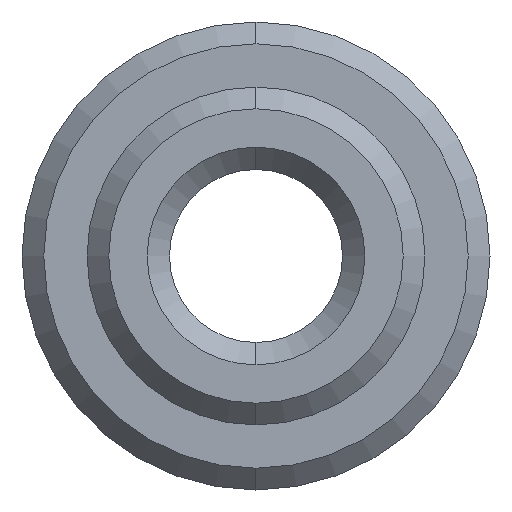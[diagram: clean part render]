
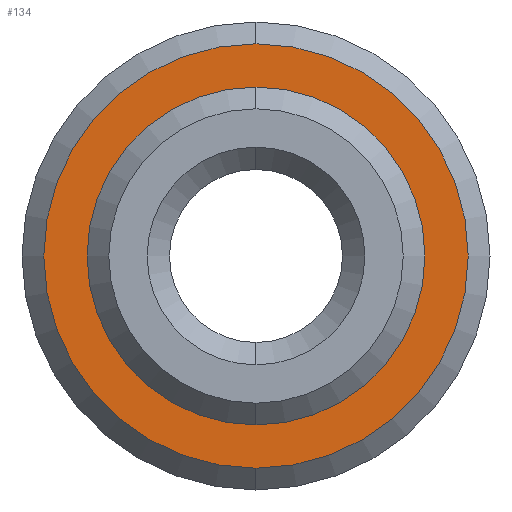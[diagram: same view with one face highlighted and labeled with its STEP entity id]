
A CAD part, left-side view. The second image highlights one B-rep face of the part: STEP entity #134.
In plain terms, the highlighted planar face has unit normal (-1, 0, 0).
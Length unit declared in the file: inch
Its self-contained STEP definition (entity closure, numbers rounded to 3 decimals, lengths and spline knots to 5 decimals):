
#19 = ORIENTED_EDGE ( 'NONE', *, *, #665, .T. ) ;
#43 = CARTESIAN_POINT ( 'NONE',  ( -0.375, 0., 0. ) ) ;
#45 = DIRECTION ( 'NONE',  ( -1., 0., 0. ) ) ;
#49 = DIRECTION ( 'NONE',  ( 0., 0., 1. ) ) ;
#54 = DIRECTION ( 'NONE',  ( 0., 0., 1. ) ) ;
#56 = CARTESIAN_POINT ( 'NONE',  ( -0.375, 0., 0.195 ) ) ;
#58 = CARTESIAN_POINT ( 'NONE',  ( -0.375, 0., 0. ) ) ;
#75 = EDGE_CURVE ( 'NONE', #580, #199, #406, .T. ) ;
#99 = FACE_BOUND ( 'NONE', #712, .T. ) ;
#113 = DIRECTION ( 'NONE',  ( 0., 0., 1. ) ) ;
#128 = DIRECTION ( 'NONE',  ( 0., 0., 1. ) ) ;
#134 = ADVANCED_FACE ( 'NONE', ( #482, #99 ), #159, .T. ) ;
#159 = PLANE ( 'NONE',  #699 ) ;
#173 = DIRECTION ( 'NONE',  ( -1., 0., 0. ) ) ;
#196 = AXIS2_PLACEMENT_3D ( 'NONE', #452, #224, #128 ) ;
#199 = VERTEX_POINT ( 'NONE', #624 ) ;
#224 = DIRECTION ( 'NONE',  ( -1., 0., 0. ) ) ;
#237 = ORIENTED_EDGE ( 'NONE', *, *, #537, .T. ) ;
#244 = EDGE_CURVE ( 'NONE', #199, #580, #306, .T. ) ;
#255 = ORIENTED_EDGE ( 'NONE', *, *, #244, .F. ) ;
#257 = VERTEX_POINT ( 'NONE', #683 ) ;
#267 = CARTESIAN_POINT ( 'NONE',  ( -0.375, 0., 0. ) ) ;
#306 = CIRCLE ( 'NONE', #196, 0.15525 ) ;
#324 = CARTESIAN_POINT ( 'NONE',  ( -0.375, 0.15525, 0. ) ) ;
#357 = AXIS2_PLACEMENT_3D ( 'NONE', #43, #594, #662 ) ;
#385 = CARTESIAN_POINT ( 'NONE',  ( -0.375, 0., -0.15525 ) ) ;
#386 = DIRECTION ( 'NONE',  ( -1., 0., 0. ) ) ;
#406 = CIRCLE ( 'NONE', #532, 0.15525 ) ;
#419 = CIRCLE ( 'NONE', #357, 0.195 ) ;
#452 = CARTESIAN_POINT ( 'NONE',  ( -0.375, 0., 0. ) ) ;
#454 = AXIS2_PLACEMENT_3D ( 'NONE', #58, #173, #49 ) ;
#482 = FACE_OUTER_BOUND ( 'NONE', #734, .T. ) ;
#532 = AXIS2_PLACEMENT_3D ( 'NONE', #267, #45, #54 ) ;
#537 = EDGE_CURVE ( 'NONE', #619, #257, #419, .T. ) ;
#580 = VERTEX_POINT ( 'NONE', #385 ) ;
#594 = DIRECTION ( 'NONE',  ( -1., 0., 0. ) ) ;
#611 = CIRCLE ( 'NONE', #454, 0.195 ) ;
#619 = VERTEX_POINT ( 'NONE', #56 ) ;
#624 = CARTESIAN_POINT ( 'NONE',  ( -0.375, 0., 0.15525 ) ) ;
#652 = ORIENTED_EDGE ( 'NONE', *, *, #75, .F. ) ;
#662 = DIRECTION ( 'NONE',  ( 0., 0., 1. ) ) ;
#665 = EDGE_CURVE ( 'NONE', #257, #619, #611, .T. ) ;
#683 = CARTESIAN_POINT ( 'NONE',  ( -0.375, 0., -0.195 ) ) ;
#699 = AXIS2_PLACEMENT_3D ( 'NONE', #324, #386, #113 ) ;
#712 = EDGE_LOOP ( 'NONE', ( #255, #652 ) ) ;
#734 = EDGE_LOOP ( 'NONE', ( #19, #237 ) ) ;
